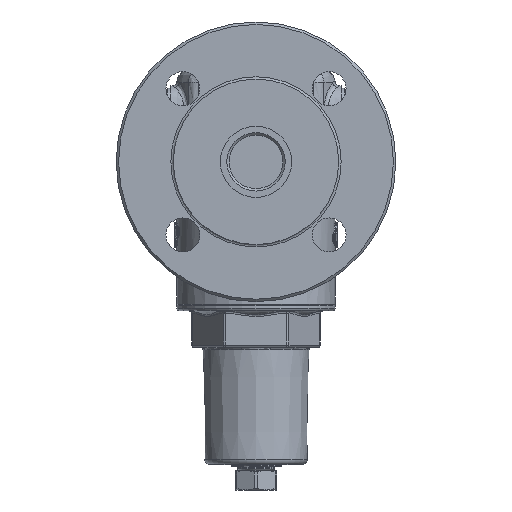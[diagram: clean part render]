
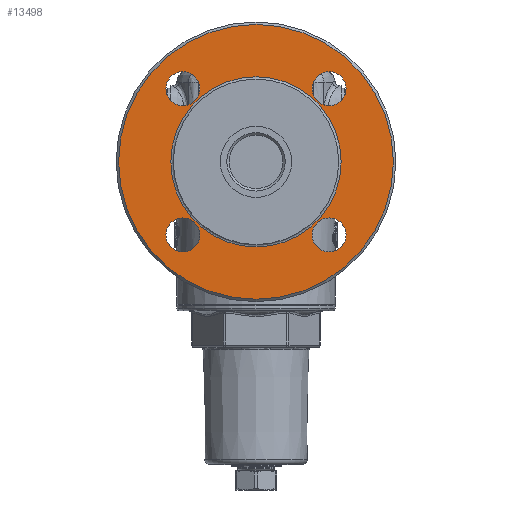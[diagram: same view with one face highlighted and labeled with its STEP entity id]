
A CAD part, left-side view. The second image highlights one B-rep face of the part: STEP entity #13498.
In plain terms, the highlighted planar face has unit normal (-1, 0, 0).
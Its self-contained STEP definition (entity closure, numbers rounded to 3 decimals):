
#2601=PLANE($,#14375);
#3364=FACE_BOUND($,#5039,.T.);
#3365=FACE_BOUND($,#5040,.T.);
#3366=FACE_BOUND($,#5041,.T.);
#3367=FACE_BOUND($,#5042,.T.);
#3368=FACE_BOUND($,#5043,.T.);
#3369=FACE_BOUND($,#5044,.T.);
#5039=EDGE_LOOP($,(#12620));
#5040=EDGE_LOOP($,(#12621));
#5041=EDGE_LOOP($,(#12622));
#5042=EDGE_LOOP($,(#12623));
#5043=EDGE_LOOP($,(#12624));
#5044=EDGE_LOOP($,(#12625));
#5106=CIRCLE($,#13555,7.);
#5108=CIRCLE($,#13558,7.);
#5110=CIRCLE($,#13561,7.);
#5112=CIRCLE($,#13564,7.);
#5463=CIRCLE($,#14376,35.);
#5464=CIRCLE($,#14377,56.5);
#5507=VERTEX_POINT($,#16648);
#5509=VERTEX_POINT($,#16653);
#5511=VERTEX_POINT($,#16658);
#5513=VERTEX_POINT($,#16663);
#6728=VERTEX_POINT($,#39081);
#6729=VERTEX_POINT($,#39083);
#6778=EDGE_CURVE($,#5507,#5507,#5106,.T.);
#6780=EDGE_CURVE($,#5509,#5509,#5108,.T.);
#6782=EDGE_CURVE($,#5511,#5511,#5110,.T.);
#6784=EDGE_CURVE($,#5513,#5513,#5112,.T.);
#8703=EDGE_CURVE($,#6728,#6728,#5463,.T.);
#8704=EDGE_CURVE($,#6729,#6729,#5464,.T.);
#12620=ORIENTED_EDGE($,*,*,#6778,.T.);
#12621=ORIENTED_EDGE($,*,*,#6780,.T.);
#12622=ORIENTED_EDGE($,*,*,#6782,.T.);
#12623=ORIENTED_EDGE($,*,*,#6784,.T.);
#12624=ORIENTED_EDGE($,*,*,#8703,.F.);
#12625=ORIENTED_EDGE($,*,*,#8704,.F.);
#13498=ADVANCED_FACE($,(#3364,#3365,#3366,#3367,#3368,#3369),#2601,.T.);
#13555=AXIS2_PLACEMENT_3D($,#16649,#14499,#14500);
#13558=AXIS2_PLACEMENT_3D($,#16654,#14505,#14506);
#13561=AXIS2_PLACEMENT_3D($,#16659,#14511,#14512);
#13564=AXIS2_PLACEMENT_3D($,#16664,#14517,#14518);
#14375=AXIS2_PLACEMENT_3D($,#39080,#16497,#16498);
#14376=AXIS2_PLACEMENT_3D($,#39082,#16499,#16500);
#14377=AXIS2_PLACEMENT_3D($,#39084,#16501,#16502);
#14499=DIRECTION('center_axis',(1.,0.,0.));
#14500=DIRECTION('ref_axis',(0.,0.,-1.));
#14505=DIRECTION('center_axis',(1.,0.,0.));
#14506=DIRECTION('ref_axis',(0.,0.,-1.));
#14511=DIRECTION('center_axis',(1.,0.,0.));
#14512=DIRECTION('ref_axis',(0.,0.,-1.));
#14517=DIRECTION('center_axis',(1.,0.,0.));
#14518=DIRECTION('ref_axis',(0.,0.,-1.));
#16497=DIRECTION('center_axis',(-1.,0.,0.));
#16498=DIRECTION('ref_axis',(0.,0.,1.));
#16499=DIRECTION('center_axis',(-1.,0.,0.));
#16500=DIRECTION('ref_axis',(0.,0.,
1.));
#16501=DIRECTION('center_axis',(1.,0.,0.));
#16502=DIRECTION('ref_axis',(0.,0.,
1.));
#16648=CARTESIAN_POINT('',(-103.773,48.599,20.643));
#16649=CARTESIAN_POINT('Origin',(-103.773,48.599,13.643));
#16653=CARTESIAN_POINT('',(-103.773,108.703,80.747));
#16654=CARTESIAN_POINT('Origin',(-103.773,108.703,73.747));
#16658=CARTESIAN_POINT('',(-103.773,48.599,80.747));
#16659=CARTESIAN_POINT('Origin',(-103.773,48.599,73.747));
#16663=CARTESIAN_POINT('',(-103.773,108.703,20.643));
#16664=CARTESIAN_POINT('Origin',(-103.773,108.703,13.643));
#39080=CARTESIAN_POINT('Origin',(-103.773,78.651,43.695));
#39081=CARTESIAN_POINT('',(-103.773,78.651,8.695));
#39082=CARTESIAN_POINT('Origin',(-103.773,78.651,43.695));
#39083=CARTESIAN_POINT('',(-103.773,78.651,-12.805));
#39084=CARTESIAN_POINT('Origin',(-103.773,78.651,43.695));
